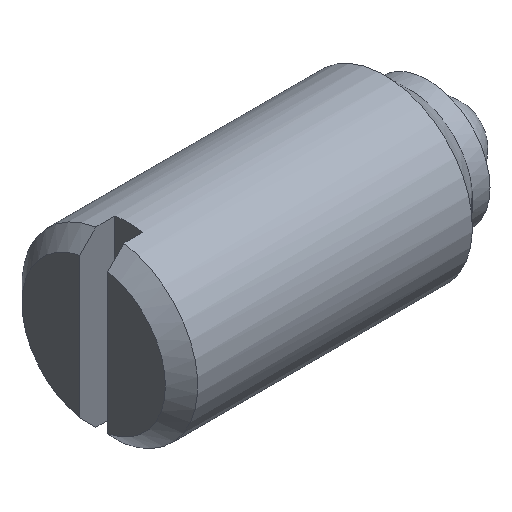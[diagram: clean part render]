
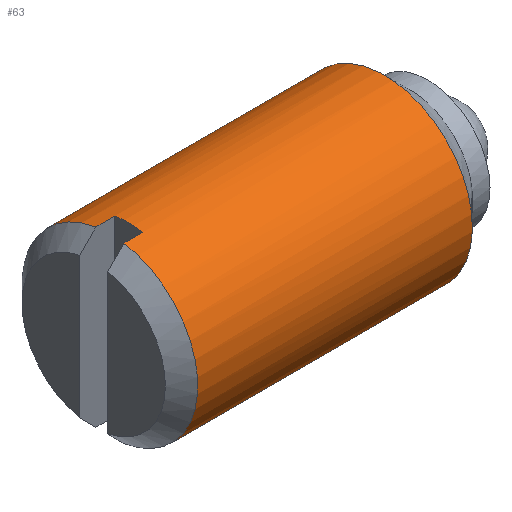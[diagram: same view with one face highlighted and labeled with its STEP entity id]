
A CAD part, isometric view. The second image highlights one B-rep face of the part: STEP entity #63.
In plain terms, the highlighted cylindrical face has radius 5 mm (diameter 10 mm), a full revolution.
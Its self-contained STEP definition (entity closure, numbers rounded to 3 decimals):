
#63 = ADVANCED_FACE( '', ( #143, #144 ), #145, .T. );
#143 = FACE_OUTER_BOUND( '', #245, .T. );
#144 = FACE_OUTER_BOUND( '', #246, .T. );
#145 = CYLINDRICAL_SURFACE( '', #247, 5. );
#245 = EDGE_LOOP( '', ( #363, #364, #365, #366, #367, #368, #369, #370 ) );
#246 = EDGE_LOOP( '', ( #371, #372, #373, #374, #375, #376, #377, #378 ) );
#247 = AXIS2_PLACEMENT_3D( '', #379, #380, #381 );
#363 = ORIENTED_EDGE( '', *, *, #581, .T. );
#364 = ORIENTED_EDGE( '', *, *, #582, .F. );
#365 = ORIENTED_EDGE( '', *, *, #583, .F. );
#366 = ORIENTED_EDGE( '', *, *, #584, .F. );
#367 = ORIENTED_EDGE( '', *, *, #585, .F. );
#368 = ORIENTED_EDGE( '', *, *, #586, .F. );
#369 = ORIENTED_EDGE( '', *, *, #587, .T. );
#370 = ORIENTED_EDGE( '', *, *, #588, .T. );
#371 = ORIENTED_EDGE( '', *, *, #561, .F. );
#372 = ORIENTED_EDGE( '', *, *, #589, .T. );
#373 = ORIENTED_EDGE( '', *, *, #563, .F. );
#374 = ORIENTED_EDGE( '', *, *, #572, .F. );
#375 = ORIENTED_EDGE( '', *, *, #590, .F. );
#376 = ORIENTED_EDGE( '', *, *, #591, .T. );
#377 = ORIENTED_EDGE( '', *, *, #592, .F. );
#378 = ORIENTED_EDGE( '', *, *, #570, .F. );
#379 = CARTESIAN_POINT( '', ( 19., 0., 0. ) );
#380 = DIRECTION( '', ( -1., 0., 0. ) );
#381 = DIRECTION( '', ( 0., 0., -1. ) );
#561 = EDGE_CURVE( '', #650, #651, #652, .T. );
#563 = EDGE_CURVE( '', #653, #655, #656, .F. );
#570 = EDGE_CURVE( '', #651, #666, #667, .T. );
#572 = EDGE_CURVE( '', #668, #653, #670, .T. );
#581 = EDGE_CURVE( '', #683, #684, #685, .F. );
#582 = EDGE_CURVE( '', #686, #684, #687, .T. );
#583 = EDGE_CURVE( '', #688, #686, #689, .F. );
#584 = EDGE_CURVE( '', #690, #688, #691, .F. );
#585 = EDGE_CURVE( '', #692, #690, #693, .F. );
#586 = EDGE_CURVE( '', #694, #692, #695, .T. );
#587 = EDGE_CURVE( '', #694, #696, #697, .F. );
#588 = EDGE_CURVE( '', #696, #683, #698, .F. );
#589 = EDGE_CURVE( '', #650, #655, #699, .T. );
#590 = EDGE_CURVE( '', #700, #668, #701, .T. );
#591 = EDGE_CURVE( '', #700, #702, #703, .T. );
#592 = EDGE_CURVE( '', #666, #702, #704, .F. );
#650 = VERTEX_POINT( '', #778 );
#651 = VERTEX_POINT( '', #779 );
#652 = LINE( '', #780, #781 );
#653 = VERTEX_POINT( '', #782 );
#655 = VERTEX_POINT( '', #785 );
#656 = LINE( '', #786, #787 );
#666 = VERTEX_POINT( '', #804 );
#667 = CIRCLE( '', #805, 5. );
#668 = VERTEX_POINT( '', #806 );
#670 = CIRCLE( '', #809, 5. );
#683 = VERTEX_POINT( '', #826 );
#684 = VERTEX_POINT( '', #827 );
#685 = LINE( '', #828, #829 );
#686 = VERTEX_POINT( '', #830 );
#687 = CIRCLE( '', #831, 5. );
#688 = VERTEX_POINT( '', #832 );
#689 = LINE( '', #833, #834 );
#690 = VERTEX_POINT( '', #835 );
#691 = LINE( '', #836, #837 );
#692 = VERTEX_POINT( '', #838 );
#693 = LINE( '', #839, #840 );
#694 = VERTEX_POINT( '', #841 );
#695 = CIRCLE( '', #842, 5. );
#696 = VERTEX_POINT( '', #843 );
#697 = LINE( '', #844, #845 );
#698 = LINE( '', #846, #847 );
#699 = CIRCLE( '', #848, 5. );
#700 = VERTEX_POINT( '', #849 );
#701 = LINE( '', #850, #851 );
#702 = VERTEX_POINT( '', #852 );
#703 = CIRCLE( '', #853, 5. );
#704 = LINE( '', #854, #855 );
#778 = CARTESIAN_POINT( '', ( 0.92, 0.8, -4.936 ) );
#779 = CARTESIAN_POINT( '', ( 2., 0.8, -4.936 ) );
#780 = CARTESIAN_POINT( '', ( 19., 0.8, -4.936 ) );
#781 = VECTOR( '', #964, 1000. );
#782 = CARTESIAN_POINT( '', ( 2., 0.8, 4.936 ) );
#785 = CARTESIAN_POINT( '', ( 0.92, 0.8, 4.936 ) );
#786 = CARTESIAN_POINT( '', ( 19., 0.8, 4.936 ) );
#787 = VECTOR( '', #966, 1000. );
#804 = CARTESIAN_POINT( '', ( 2., -0.8, -4.936 ) );
#805 = AXIS2_PLACEMENT_3D( '', #971, #972, #973 );
#806 = CARTESIAN_POINT( '', ( 2., -0.8, 4.936 ) );
#809 = AXIS2_PLACEMENT_3D( '', #975, #976, #977 );
#826 = CARTESIAN_POINT( '', ( 6., 4.97, 0.55 ) );
#827 = CARTESIAN_POINT( '', ( 4., 4.97, 0.55 ) );
#828 = CARTESIAN_POINT( '', ( 19., 4.97, 0.55 ) );
#829 = VECTOR( '', #985, 1000. );
#830 = CARTESIAN_POINT( '', ( 4., 4.97, -0.55 ) );
#831 = AXIS2_PLACEMENT_3D( '', #986, #987, #988 );
#832 = CARTESIAN_POINT( '', ( 6., 4.97, -0.55 ) );
#833 = CARTESIAN_POINT( '', ( 19., 4.97, -0.55 ) );
#834 = VECTOR( '', #989, 1000. );
#835 = CARTESIAN_POINT( '', ( 15., 4.97, -0.55 ) );
#836 = CARTESIAN_POINT( '', ( 19., 4.97, -0.55 ) );
#837 = VECTOR( '', #990, 1000. );
#838 = CARTESIAN_POINT( '', ( 16.55, 4.97, -0.55 ) );
#839 = CARTESIAN_POINT( '', ( 19., 4.97, -0.55 ) );
#840 = VECTOR( '', #991, 1000. );
#841 = CARTESIAN_POINT( '', ( 16.55, 4.97, 0.55 ) );
#842 = AXIS2_PLACEMENT_3D( '', #992, #993, #994 );
#843 = CARTESIAN_POINT( '', ( 15., 4.97, 0.55 ) );
#844 = CARTESIAN_POINT( '', ( 19., 4.97, 0.55 ) );
#845 = VECTOR( '', #995, 1000. );
#846 = CARTESIAN_POINT( '', ( 19., 4.97, 0.55 ) );
#847 = VECTOR( '', #996, 1000. );
#848 = AXIS2_PLACEMENT_3D( '', #997, #998, #999 );
#849 = CARTESIAN_POINT( '', ( 0.92, -0.8, 4.936 ) );
#850 = CARTESIAN_POINT( '', ( 19., -0.8, 4.936 ) );
#851 = VECTOR( '', #1000, 1000. );
#852 = CARTESIAN_POINT( '', ( 0.92, -0.8, -4.936 ) );
#853 = AXIS2_PLACEMENT_3D( '', #1001, #1002, #1003 );
#854 = CARTESIAN_POINT( '', ( 19., -0.8, -4.936 ) );
#855 = VECTOR( '', #1004, 1000. );
#964 = DIRECTION( '', ( 1., 0., 0. ) );
#966 = DIRECTION( '', ( 1., 0., 0. ) );
#971 = CARTESIAN_POINT( '', ( 2., 0., 0. ) );
#972 = DIRECTION( '', ( -1., 0., 0. ) );
#973 = DIRECTION( '', ( 0., 0., 1. ) );
#975 = CARTESIAN_POINT( '', ( 2., 0., 0. ) );
#976 = DIRECTION( '', ( -1., 0., 0. ) );
#977 = DIRECTION( '', ( 0., 0., 1. ) );
#985 = DIRECTION( '', ( 1., 0., 0. ) );
#986 = CARTESIAN_POINT( '', ( 4., 0., 0. ) );
#987 = DIRECTION( '', ( 1., 0., 0. ) );
#988 = DIRECTION( '', ( 0., 0., -1. ) );
#989 = DIRECTION( '', ( 1., 0., 0. ) );
#990 = DIRECTION( '', ( 1., 0., 0. ) );
#991 = DIRECTION( '', ( 1., 0., 0. ) );
#992 = CARTESIAN_POINT( '', ( 16.55, 0., 0. ) );
#993 = DIRECTION( '', ( 1., 0., 0. ) );
#994 = DIRECTION( '', ( 0., 0., -1. ) );
#995 = DIRECTION( '', ( 1., 0., 0. ) );
#996 = DIRECTION( '', ( 1., 0., 0. ) );
#997 = CARTESIAN_POINT( '', ( 0.92, 0., 0. ) );
#998 = DIRECTION( '', ( 1., 0., 0. ) );
#999 = DIRECTION( '', ( 0., 0., -1. ) );
#1000 = DIRECTION( '', ( 1., 0., 0. ) );
#1001 = CARTESIAN_POINT( '', ( 0.92, 0., 0. ) );
#1002 = DIRECTION( '', ( 1., 0., 0. ) );
#1003 = DIRECTION( '', ( 0., 0., -1. ) );
#1004 = DIRECTION( '', ( 1., 0., 0. ) );
